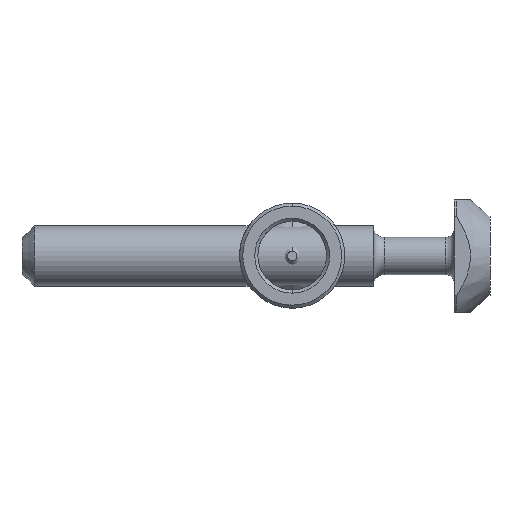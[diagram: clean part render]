
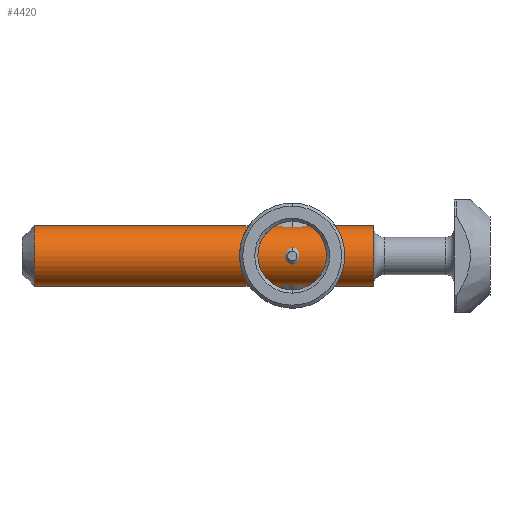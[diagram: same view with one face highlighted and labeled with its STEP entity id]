
A CAD part, front view. The second image highlights one B-rep face of the part: STEP entity #4420.
In plain terms, the highlighted cylindrical face has radius 4.85 mm (diameter 9.7 mm), a partial arc.
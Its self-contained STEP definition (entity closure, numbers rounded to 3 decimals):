
#178 = DIRECTION ( 'NONE',  ( 1., 0., 0. ) ) ;
#317 = DIRECTION ( 'NONE',  ( 1., 0., 0. ) ) ;
#446 = DIRECTION ( 'NONE',  ( 1., 0., 0. ) ) ;
#1679 = CIRCLE ( 'NONE', #9528, 4.85 ) ;
#2172 = FACE_OUTER_BOUND ( 'NONE', #12151, .T. ) ;
#2407 = DIRECTION ( 'NONE',  ( 0., 0., 1. ) ) ;
#3903 = CARTESIAN_POINT ( 'NONE',  ( -4.85, 0., -18.7 ) ) ;
#3959 = CARTESIAN_POINT ( 'NONE',  ( 4.85, 0., 0. ) ) ;
#4420 = ADVANCED_FACE ( 'NONE', ( #2172 ), #14334, .T. ) ;
#6597 = EDGE_CURVE ( 'NONE', #8021, #9689, #10298, .T. ) ;
#6814 = VECTOR ( 'NONE', #16462, 1000. ) ;
#7085 = DIRECTION ( 'NONE',  ( 0., 0., 1. ) ) ;
#7459 = CARTESIAN_POINT ( 'NONE',  ( 0., 0., -18.7 ) ) ;
#7475 = CARTESIAN_POINT ( 'NONE',  ( 0., 0., -73. ) ) ;
#7900 = ORIENTED_EDGE ( 'NONE', *, *, #9747, .T. ) ;
#8021 = VERTEX_POINT ( 'NONE', #11278 ) ;
#8539 = AXIS2_PLACEMENT_3D ( 'NONE', #18061, #7085, #178 ) ;
#8926 = CARTESIAN_POINT ( 'NONE',  ( -4.85, 0., -73. ) ) ;
#9528 = AXIS2_PLACEMENT_3D ( 'NONE', #7459, #2407, #317 ) ;
#9689 = VERTEX_POINT ( 'NONE', #22544 ) ;
#9747 = EDGE_CURVE ( 'NONE', #16824, #8021, #10862, .T. ) ;
#10298 = LINE ( 'NONE', #3959, #6814 ) ;
#10368 = ORIENTED_EDGE ( 'NONE', *, *, #16227, .F. ) ;
#10474 = AXIS2_PLACEMENT_3D ( 'NONE', #7475, #14252, #446 ) ;
#10481 = CARTESIAN_POINT ( 'NONE',  ( -4.85, 0., 0. ) ) ;
#10862 = CIRCLE ( 'NONE', #10474, 4.85 ) ;
#11278 = CARTESIAN_POINT ( 'NONE',  ( 4.85, 0., -73. ) ) ;
#11669 = EDGE_CURVE ( 'NONE', #16824, #14999, #17701, .T. ) ;
#12151 = EDGE_LOOP ( 'NONE', ( #22496, #7900, #19925, #10368 ) ) ;
#14252 = DIRECTION ( 'NONE',  ( 0., 0., 1. ) ) ;
#14334 = CYLINDRICAL_SURFACE ( 'NONE', #8539, 4.85 ) ;
#14999 = VERTEX_POINT ( 'NONE', #3903 ) ;
#16227 = EDGE_CURVE ( 'NONE', #14999, #9689, #1679, .T. ) ;
#16462 = DIRECTION ( 'NONE',  ( 0., 0., 1. ) ) ;
#16824 = VERTEX_POINT ( 'NONE', #8926 ) ;
#17701 = LINE ( 'NONE', #10481, #18056 ) ;
#18056 = VECTOR ( 'NONE', #19446, 1000. ) ;
#18061 = CARTESIAN_POINT ( 'NONE',  ( 0., 0., 0. ) ) ;
#19446 = DIRECTION ( 'NONE',  ( 0., 0., 1. ) ) ;
#19925 = ORIENTED_EDGE ( 'NONE', *, *, #6597, .T. ) ;
#22496 = ORIENTED_EDGE ( 'NONE', *, *, #11669, .F. ) ;
#22544 = CARTESIAN_POINT ( 'NONE',  ( 4.85, 0., -18.7 ) ) ;
